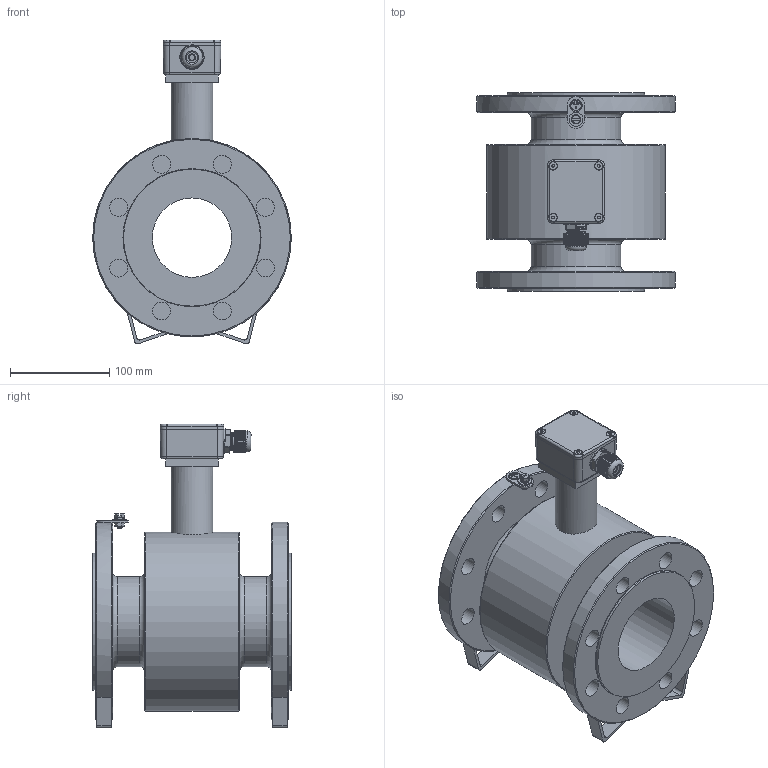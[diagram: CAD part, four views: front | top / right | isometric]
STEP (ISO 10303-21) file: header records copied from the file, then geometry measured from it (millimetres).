
FILE_DESCRIPTION(/* description */ (''),/* implementation_level */ '2;1');
FILE_NAME(/* name */ 'Flowmeter DN80 PN16 Separate.step',/* time_stamp */ '2023-10-05T17:24:43+03:00',/* author */ (''),/* organization */ (''),/* preprocessor_version */ 'ST-DEVELOPER v20',/* originating_system */ 'Autodesk Translation Framework v12.14.0.127',/* authorisation */ '');
FILE_SCHEMA (('AUTOMOTIVE_DESIGN { 1 0 10303 214 3 1 1 }'));
Length unit declared in the file: millimetre
Products named in the file (4): (Unsaved); Flowmeter v11; B_Separate_version; box
Assembly tree (3 placements, depth 4):
  (Unsaved)
    Flowmeter v11
      B_Separate_version
        box
Bounding box: 200 x 200 x 306 mm (x, y, z)
Volume: 3198114.2 mm3; surface area: 331708.2 mm2
Topology: 2 solids, 2 shells, 1447 faces, 3381 edges, 1959 vertices
Faces by surface type: plane 447, cylinder 434, bspline 250, sphere 156, torus 102, cone 58
Full cylindrical faces by diameter (mm): 3.332 x2, 3.961 x9, 4.234 x4, 4.5 x2, 5 x7, 5.5 x1, 6 x1, 7 x4, 8 x4, 10.394 x1, 10.9 x1, 11.3 x1, 12.394 x1, 13 x1, 14 x1, 15 x1, 17 x2, 18 x16, 21 x1, 24.5 x1, 42 x2, 80 x1, 90.5 x2, 138 x2, 180 x1
Entity records: 72803 total; most frequent: CARTESIAN_POINT 39492, DIRECTION 6809, ORIENTED_EDGE 6764, EDGE_CURVE 3382, AXIS2_PLACEMENT_3D 2705, VERTEX_POINT 1959, EDGE_LOOP 1527, FACE_OUTER_BOUND 1447
